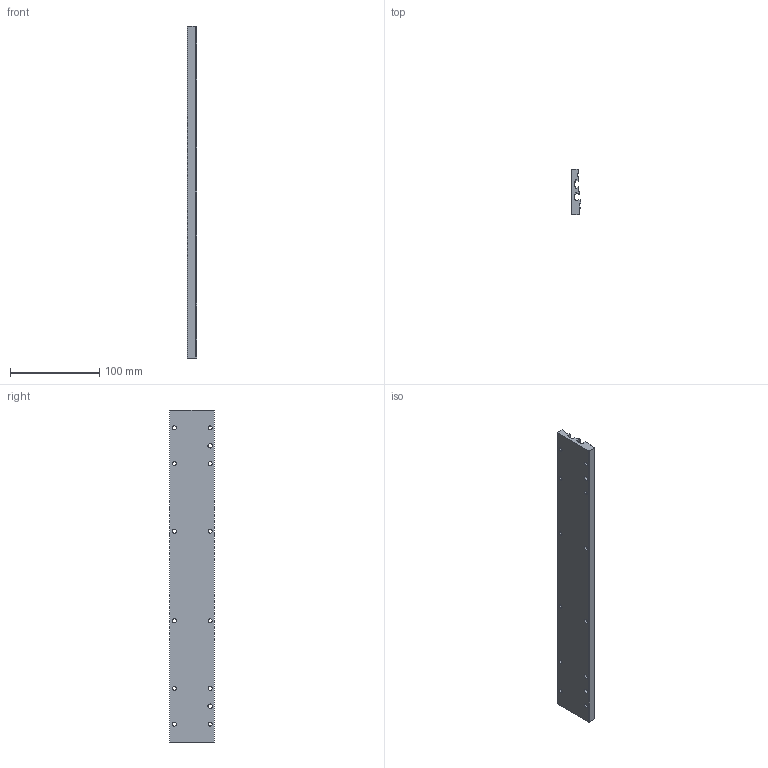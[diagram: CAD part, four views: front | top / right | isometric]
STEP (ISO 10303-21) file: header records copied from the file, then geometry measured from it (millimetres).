
FILE_DESCRIPTION(/* description */ ('STEP AP214'),/* implementation_level */ '2;1');
FILE_NAME(/* name */ '525695_SLG-S-18-200',/* time_stamp */ '2024-09-15T07:14:01+02:00',/* author */ ('License CC BY-ND 4.0'),/* organization */ ('CADENAS'),/* preprocessor_version */ 'ST-DEVELOPER v19.3',/* originating_system */ 'PARTsolutions',/* authorisation */ ' ');
FILE_SCHEMA (('AUTOMOTIVE_DESIGN {1 0 10303 214 3 1 1}'));
Length unit declared in the file: millimetre
Products named in the file (1): 525695 SLG-S-18-200
Bounding box: 10.3 x 50 x 371 mm (x, y, z)
Volume: 126300 mm3; surface area: 57985.5 mm2
Topology: 1 solids, 1 shells, 178 faces, 530 edges, 352 vertices
Faces by surface type: plane 114, cylinder 64
Full cylindrical faces by diameter (mm): 4.5 x12, 5 x2, 7.5 x12
Entity records: 5862 total; most frequent: CARTESIAN_POINT 1079, DIRECTION 990, ORIENTED_EDGE 980, EDGE_CURVE 490, AXIS2_PLACEMENT_3D 345, VERTEX_POINT 338, LINE 300, VECTOR 300
